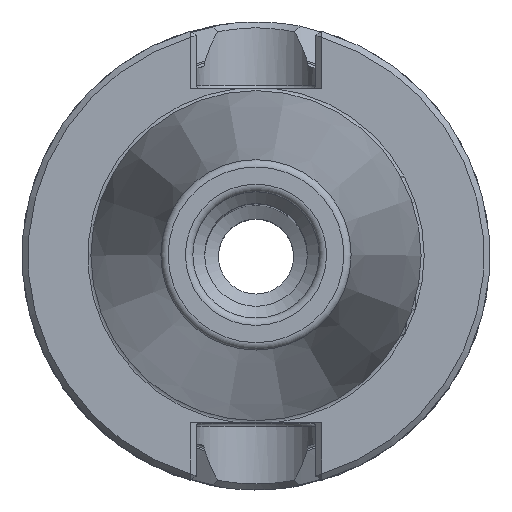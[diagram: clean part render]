
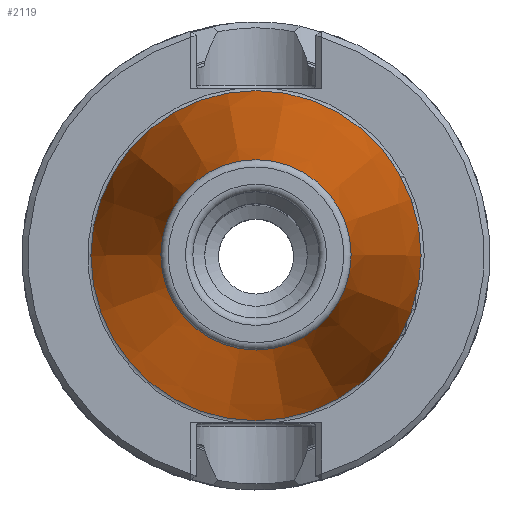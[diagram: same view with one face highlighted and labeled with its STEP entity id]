
A CAD part, top view. The second image highlights one B-rep face of the part: STEP entity #2119.
In plain terms, the highlighted conical face has half-angle 8.297 degrees and reference radius 12.688 mm.
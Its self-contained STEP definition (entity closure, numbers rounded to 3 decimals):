
#200=CONICAL_SURFACE('',#2252,12.688,0.145);
#290=ORIENTED_EDGE('',*,*,#637,.T.);
#291=ORIENTED_EDGE('',*,*,#638,.T.);
#637=EDGE_CURVE('',#820,#820,#955,.F.);
#638=EDGE_CURVE('',#821,#821,#956,.T.);
#820=VERTEX_POINT('',#2907);
#821=VERTEX_POINT('',#2910);
#955=CIRCLE('',#2251,12.812);
#956=CIRCLE('',#2253,22.225);
#1059=EDGE_LOOP('',(#290));
#1060=EDGE_LOOP('',(#291));
#1219=FACE_BOUND('',#1059,.T.);
#1220=FACE_BOUND('',#1060,.T.);
#2119=ADVANCED_FACE('',(#1219,#1220),#200,.T.);
#2251=AXIS2_PLACEMENT_3D('',#2906,#2488,#2489);
#2252=AXIS2_PLACEMENT_3D('',#2908,#2490,#2491);
#2253=AXIS2_PLACEMENT_3D('',#2909,#2492,#2493);
#2488=DIRECTION('',(0.,0.,1.));
#2489=DIRECTION('',(1.,0.,0.));
#2490=DIRECTION('',(0.,0.,-1.));
#2491=DIRECTION('',(-1.,0.,0.));
#2492=DIRECTION('',(0.,0.,1.));
#2493=DIRECTION('',(1.,0.,0.));
#2906=CARTESIAN_POINT('',(0.,0.,64.544));
#2907=CARTESIAN_POINT('',(12.812,0.,64.544));
#2908=CARTESIAN_POINT('',(0.,0.,65.4));
#2909=CARTESIAN_POINT('',(0.,0.,0.));
#2910=CARTESIAN_POINT('',(22.225,0.,0.));
